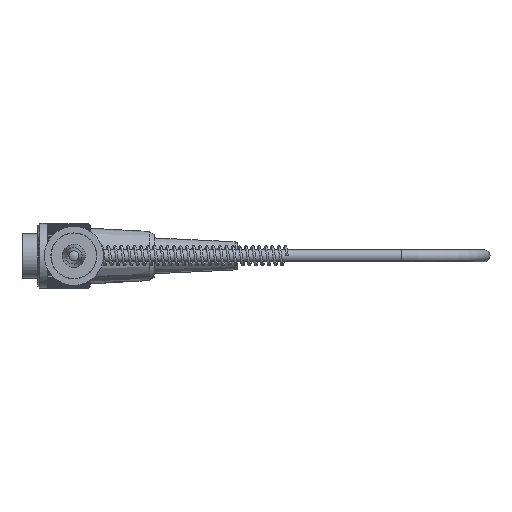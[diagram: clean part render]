
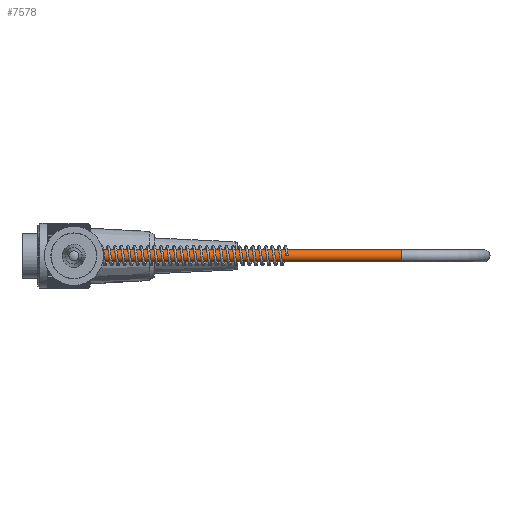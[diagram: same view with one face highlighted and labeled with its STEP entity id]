
A CAD part, left-side view. The second image highlights one B-rep face of the part: STEP entity #7578.
In plain terms, the highlighted cylindrical face has radius 1.85 mm (diameter 3.7 mm), a full revolution.
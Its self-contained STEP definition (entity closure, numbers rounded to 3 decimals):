
#443=FACE_BOUND('',#1682,.T.);
#808=CIRCLE('',#8352,1.85);
#809=CIRCLE('',#8354,1.85);
#1213=FACE_OUTER_BOUND('',#1681,.T.);
#1681=EDGE_LOOP('',(#6686));
#1682=EDGE_LOOP('',(#6687));
#3665=VERTEX_POINT('',#17359);
#3666=VERTEX_POINT('',#17362);
#4680=EDGE_CURVE('',#3665,#3665,#808,.T.);
#4681=EDGE_CURVE('',#3666,#3666,#809,.T.);
#6686=ORIENTED_EDGE('',*,*,#4680,.F.);
#6687=ORIENTED_EDGE('',*,*,#4681,.T.);
#6769=CYLINDRICAL_SURFACE('',#8353,1.85);
#7578=ADVANCED_FACE('',(#1213,#443),#6769,.T.);
#8352=AXIS2_PLACEMENT_3D('',#17360,#10465,#10466);
#8353=AXIS2_PLACEMENT_3D('',#17361,#10467,#10468);
#8354=AXIS2_PLACEMENT_3D('',#17363,#10469,#10470);
#10465=DIRECTION('center_axis',(0.,-1.,0.));
#10466=DIRECTION('ref_axis',(0.,0.,
1.));
#10467=DIRECTION('center_axis',(0.,-1.,0.));
#10468=DIRECTION('ref_axis',(0.,0.,
1.));
#10469=DIRECTION('center_axis',(0.,-1.,0.));
#10470=DIRECTION('ref_axis',(0.,0.,
1.));
#17359=CARTESIAN_POINT('',(35.3,-100.,-1.85));
#17360=CARTESIAN_POINT('Origin',(35.3,-100.,0.));
#17361=CARTESIAN_POINT('Origin',(35.3,-3.,0.));
#17362=CARTESIAN_POINT('',(35.3,-3.,-1.85));
#17363=CARTESIAN_POINT('Origin',(35.3,-3.,0.));
